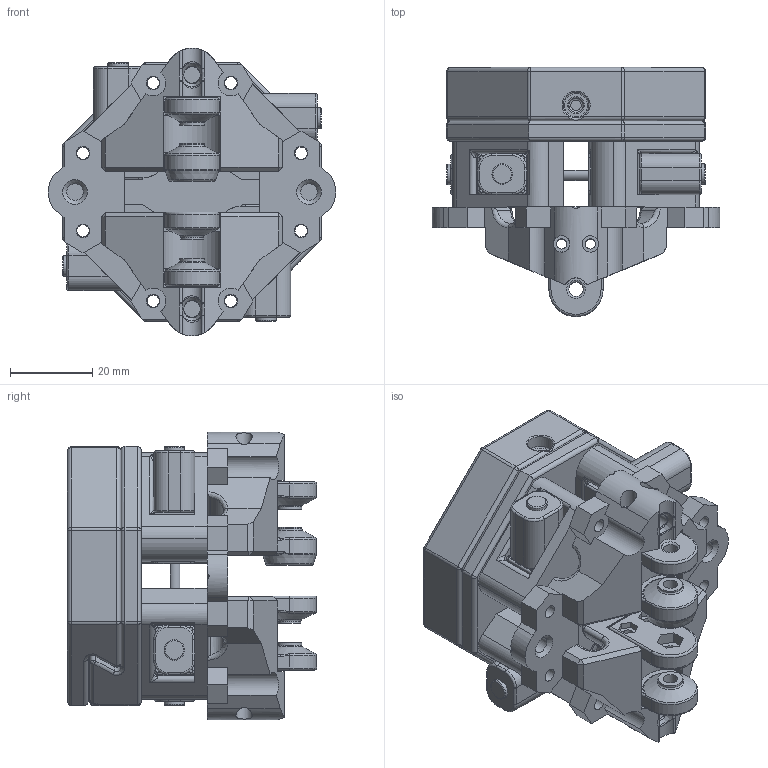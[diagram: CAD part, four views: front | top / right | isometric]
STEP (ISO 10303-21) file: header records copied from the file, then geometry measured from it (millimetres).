
FILE_DESCRIPTION(/* description */ (''),/* implementation_level */ '2;1');
FILE_NAME(/* name */ 'base0.stp',/* time_stamp */ '2019-03-28T18:12:57+00:00',/* author */ (''),/* organization */ (''),/* preprocessor_version */ 'ST-DEVELOPER v17.2',/* originating_system */ 'Autodesk Translation Framework v7.6.0.251',/* authorisation */ '');
FILE_SCHEMA (('AUTOMOTIVE_DESIGN { 1 0 10303 214 3 1 1 }'));
Products named in the file (1): Top_Disk_v2.3b
Bounding box: 70 x 60.63 x 70 mm (x, y, z)
Volume: 109882.6 mm3; surface area: 45756.6 mm2
Topology: 1 solids, 1 shells, 1474 faces, 3644 edges, 2151 vertices
Faces by surface type: plane 557, cylinder 502, bspline 194, torus 108, sphere 86, cone 27
Full cylindrical faces by diameter (mm): 2.5 x16, 3 x28, 3.2 x8, 3.5 x7, 4 x20, 5 x4, 5.5 x1, 6 x3, 6.25 x1, 6.582 x1, 7 x8
Entity records: 50413 total; most frequent: CARTESIAN_POINT 15466, DIRECTION 7317, ORIENTED_EDGE 7228, EDGE_CURVE 3614, AXIS2_PLACEMENT_3D 2727, VERTEX_POINT 2151, LINE 1863, VECTOR 1863
